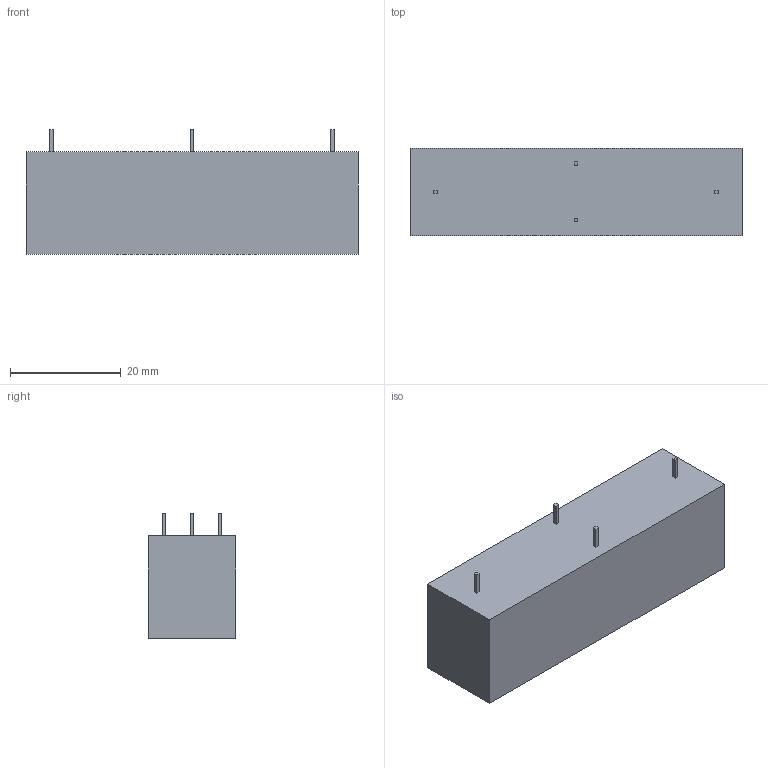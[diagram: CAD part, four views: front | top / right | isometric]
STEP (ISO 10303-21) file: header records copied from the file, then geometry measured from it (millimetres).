
FILE_DESCRIPTION (( 'STEP AP214' ), '1' );
FILE_NAME ('D_Series_Cynergy_Relays.STEP', '2019-02-28T21:55:34', ( '' ), ( '' ), 'SwSTEP 2.0', 'SolidWorks 2018', '' );
FILE_SCHEMA (( 'AUTOMOTIVE_DESIGN' ));
Length unit declared in the file: inch
Products named in the file (1): D_Series_Cynergy_Relays
Bounding box: 60 x 15.8 x 22.5 mm (x, y, z)
Volume: 17544.5 mm3; surface area: 4741.2 mm2
Topology: 1 solids, 1 shells, 26 faces, 60 edges, 40 vertices
Faces by surface type: plane 26
Entity records: 764 total; most frequent: CARTESIAN_POINT 127, ORIENTED_EDGE 120, DIRECTION 114, EDGE_CURVE 60, LINE 60, VECTOR 60, VERTEX_POINT 40, EDGE_LOOP 30
